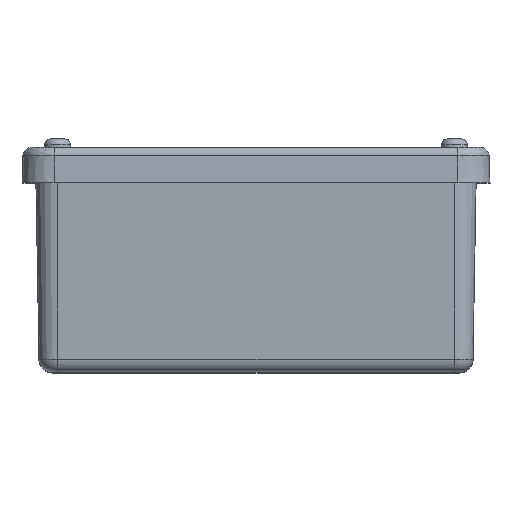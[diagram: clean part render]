
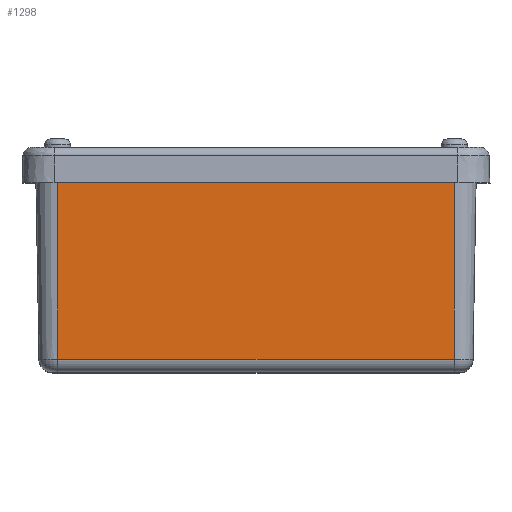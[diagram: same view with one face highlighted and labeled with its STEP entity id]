
A CAD part, top view. The second image highlights one B-rep face of the part: STEP entity #1298.
In plain terms, the highlighted planar face has unit normal (0, -0.018, 1).
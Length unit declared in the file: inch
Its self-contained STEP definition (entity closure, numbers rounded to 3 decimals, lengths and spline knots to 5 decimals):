
#113 = VECTOR ( 'NONE', #1023, 39.37008 ) ;
#1023 = DIRECTION ( 'NONE',  ( -1., 0., 0. ) ) ;
#1042 = AXIS2_PLACEMENT_3D ( 'NONE', #8334, #3926, #5407 ) ;
#1298 = ADVANCED_FACE ( 'NONE', ( #1985 ), #2390, .T. ) ;
#1623 = VERTEX_POINT ( 'NONE', #14656 ) ;
#1985 = FACE_OUTER_BOUND ( 'NONE', #6461, .T. ) ;
#2390 = PLANE ( 'NONE',  #1042 ) ;
#2676 = CARTESIAN_POINT ( 'NONE',  ( -2.8125, 0.18423, 3.57585 ) ) ;
#3698 = ORIENTED_EDGE ( 'NONE', *, *, #16278, .F. ) ;
#3767 = CARTESIAN_POINT ( 'NONE',  ( 2.8125, 3., 3.625 ) ) ;
#3926 = DIRECTION ( 'NONE',  ( 0., -0.017, 1. ) ) ;
#4078 = LINE ( 'NONE', #6995, #113 ) ;
#5022 = VERTEX_POINT ( 'NONE', #2676 ) ;
#5407 = DIRECTION ( 'NONE',  ( 0., -1., -0.017 ) ) ;
#5963 = ORIENTED_EDGE ( 'NONE', *, *, #14161, .F. ) ;
#6461 = EDGE_LOOP ( 'NONE', ( #14300, #17108, #3698, #5963 ) ) ;
#6631 = LINE ( 'NONE', #14536, #9854 ) ;
#6995 = CARTESIAN_POINT ( 'NONE',  ( -1.40625, 0.18423, 3.57585 ) ) ;
#8191 = VECTOR ( 'NONE', #13202, 39.37008 ) ;
#8334 = CARTESIAN_POINT ( 'NONE',  ( -2.8125, 3., 3.625 ) ) ;
#9342 = EDGE_CURVE ( 'NONE', #9782, #5022, #6631, .T. ) ;
#9347 = LINE ( 'NONE', #19045, #8191 ) ;
#9782 = VERTEX_POINT ( 'NONE', #14147 ) ;
#9854 = VECTOR ( 'NONE', #14345, 39.37008 ) ;
#11123 = VERTEX_POINT ( 'NONE', #3767 ) ;
#12796 = VECTOR ( 'NONE', #17529, 39.37008 ) ;
#12907 = EDGE_CURVE ( 'NONE', #11123, #9782, #9347, .T. ) ;
#13109 = CARTESIAN_POINT ( 'NONE',  ( 2.8125, 3., 3.625 ) ) ;
#13202 = DIRECTION ( 'NONE',  ( -1., 0., 0. ) ) ;
#14147 = CARTESIAN_POINT ( 'NONE',  ( -2.8125, 3., 3.625 ) ) ;
#14161 = EDGE_CURVE ( 'NONE', #11123, #1623, #18177, .T. ) ;
#14300 = ORIENTED_EDGE ( 'NONE', *, *, #12907, .T. ) ;
#14345 = DIRECTION ( 'NONE',  ( 0., -1., -0.017 ) ) ;
#14536 = CARTESIAN_POINT ( 'NONE',  ( -2.8125, 3., 3.625 ) ) ;
#14656 = CARTESIAN_POINT ( 'NONE',  ( 2.8125, 0.18423, 3.57585 ) ) ;
#16278 = EDGE_CURVE ( 'NONE', #1623, #5022, #4078, .T. ) ;
#17108 = ORIENTED_EDGE ( 'NONE', *, *, #9342, .T. ) ;
#17529 = DIRECTION ( 'NONE',  ( 0., -1., -0.017 ) ) ;
#18177 = LINE ( 'NONE', #13109, #12796 ) ;
#19045 = CARTESIAN_POINT ( 'NONE',  ( -2.8125, 3., 3.625 ) ) ;
